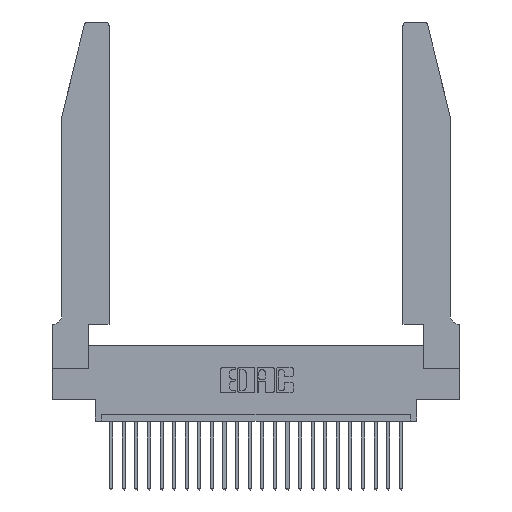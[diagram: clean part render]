
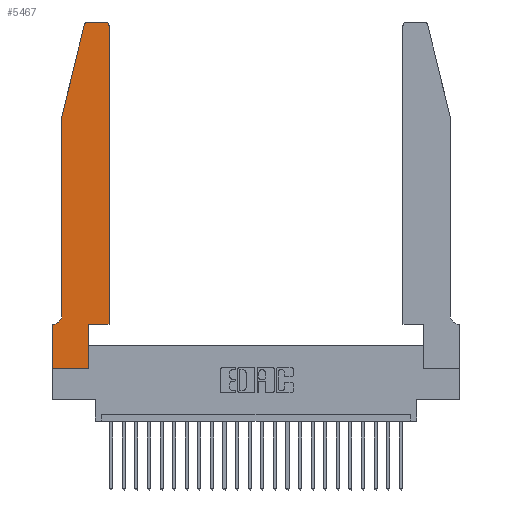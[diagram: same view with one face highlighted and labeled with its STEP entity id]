
A CAD part, top view. The second image highlights one B-rep face of the part: STEP entity #5467.
In plain terms, the highlighted planar face has unit normal (0, 0, 1).
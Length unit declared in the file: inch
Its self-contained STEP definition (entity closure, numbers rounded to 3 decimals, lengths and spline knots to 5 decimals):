
#252 = AXIS2_PLACEMENT_3D ( 'NONE', #8122, #15703, #7946 ) ;
#423 = ORIENTED_EDGE ( 'NONE', *, *, #23775, .T. ) ;
#619 = VERTEX_POINT ( 'NONE', #6769 ) ;
#679 = VERTEX_POINT ( 'NONE', #11526 ) ;
#736 = VERTEX_POINT ( 'NONE', #1795 ) ;
#751 = CIRCLE ( 'NONE', #8733, 0.07 ) ;
#777 = DIRECTION ( 'NONE',  ( 0., 0., 1. ) ) ;
#1575 = VECTOR ( 'NONE', #15568, 39.37008 ) ;
#1795 = CARTESIAN_POINT ( 'NONE',  ( 0.0755, 2., 0.37 ) ) ;
#1963 = DIRECTION ( 'NONE',  ( 0., 0., 1. ) ) ;
#2098 = VECTOR ( 'NONE', #15986, 39.37008 ) ;
#2312 = DIRECTION ( 'NONE',  ( -1., 0., 0. ) ) ;
#2568 = EDGE_CURVE ( 'NONE', #9960, #14516, #751, .T. ) ;
#2758 = EDGE_CURVE ( 'NONE', #14516, #22001, #2830, .T. ) ;
#2830 = LINE ( 'NONE', #24788, #1575 ) ;
#3111 = EDGE_CURVE ( 'NONE', #736, #9960, #5817, .T. ) ;
#3372 = DIRECTION ( 'NONE',  ( 0., 1., 0. ) ) ;
#3463 = VERTEX_POINT ( 'NONE', #11566 ) ;
#3573 = DIRECTION ( 'NONE',  ( 0., -1., 0. ) ) ;
#4019 = CARTESIAN_POINT ( 'NONE',  ( 0.25487, 2.72718, 0.37 ) ) ;
#4563 = CARTESIAN_POINT ( 'NONE',  ( 0., 0., 0.37 ) ) ;
#4607 = VECTOR ( 'NONE', #23099, 39.37008 ) ;
#5105 = DIRECTION ( 'NONE',  ( -1., 0., 0. ) ) ;
#5467 = ADVANCED_FACE ( 'NONE', ( #11855 ), #15796, .T. ) ;
#5655 = DIRECTION ( 'NONE',  ( 1., 0., 0. ) ) ;
#5817 = LINE ( 'NONE', #16636, #8891 ) ;
#6049 = DIRECTION ( 'NONE',  ( 1., 0., 0. ) ) ;
#6050 = LINE ( 'NONE', #7964, #2098 ) ;
#6769 = CARTESIAN_POINT ( 'NONE',  ( 0.4505, 0.35, 0.37 ) ) ;
#7253 = CARTESIAN_POINT ( 'NONE',  ( 0.284, 2.75, 0.37 ) ) ;
#7580 = VERTEX_POINT ( 'NONE', #9850 ) ;
#7946 = DIRECTION ( 'NONE',  ( 1., 0., 0. ) ) ;
#7964 = CARTESIAN_POINT ( 'NONE',  ( 0.0755, 2., 0.37 ) ) ;
#8122 = CARTESIAN_POINT ( 'NONE',  ( 0., 0.35, 0.37 ) ) ;
#8696 = CARTESIAN_POINT ( 'NONE',  ( 0.0055, 0.42, 0.37 ) ) ;
#8733 = AXIS2_PLACEMENT_3D ( 'NONE', #8696, #14656, #5105 ) ;
#8891 = VECTOR ( 'NONE', #12884, 39.37008 ) ;
#9850 = CARTESIAN_POINT ( 'NONE',  ( 0.4505, 2.72, 0.37 ) ) ;
#9960 = VERTEX_POINT ( 'NONE', #16541 ) ;
#10121 = VECTOR ( 'NONE', #3573, 39.37008 ) ;
#11412 = CARTESIAN_POINT ( 'NONE',  ( 0.2605, 2.75, 0.37 ) ) ;
#11472 = CIRCLE ( 'NONE', #21176, 0.03 ) ;
#11526 = CARTESIAN_POINT ( 'NONE',  ( 0.4205, 2.75, 0.37 ) ) ;
#11566 = CARTESIAN_POINT ( 'NONE',  ( 0., 0., 0.37 ) ) ;
#11759 = CARTESIAN_POINT ( 'NONE',  ( 0.4505, 0.35, 0.37 ) ) ;
#11855 = FACE_OUTER_BOUND ( 'NONE', #15958, .T. ) ;
#11886 = CARTESIAN_POINT ( 'NONE',  ( 0.4205, 2.72, 0.37 ) ) ;
#12544 = ORIENTED_EDGE ( 'NONE', *, *, #15053, .T. ) ;
#12884 = DIRECTION ( 'NONE',  ( 0., -1., 0. ) ) ;
#13361 = EDGE_CURVE ( 'NONE', #22001, #3463, #14735, .T. ) ;
#13697 = VECTOR ( 'NONE', #2312, 39.37008 ) ;
#13755 = EDGE_CURVE ( 'NONE', #19375, #14303, #18414, .T. ) ;
#14231 = CARTESIAN_POINT ( 'NONE',  ( 0., 0.35, 0.37 ) ) ;
#14303 = VERTEX_POINT ( 'NONE', #23834 ) ;
#14318 = VECTOR ( 'NONE', #3372, 39.37008 ) ;
#14352 = CARTESIAN_POINT ( 'NONE',  ( 0.284, 2.72, 0.37 ) ) ;
#14425 = CIRCLE ( 'NONE', #23167, 0.03 ) ;
#14516 = VERTEX_POINT ( 'NONE', #17732 ) ;
#14656 = DIRECTION ( 'NONE',  ( 0., 0., -1. ) ) ;
#14735 = LINE ( 'NONE', #4563, #10121 ) ;
#15053 = EDGE_CURVE ( 'NONE', #679, #21633, #17405, .T. ) ;
#15568 = DIRECTION ( 'NONE',  ( -1., 0., 0. ) ) ;
#15703 = DIRECTION ( 'NONE',  ( 0., 0., 1. ) ) ;
#15755 = ORIENTED_EDGE ( 'NONE', *, *, #23615, .T. ) ;
#15796 = PLANE ( 'NONE',  #252 ) ;
#15958 = EDGE_LOOP ( 'NONE', ( #12544, #20877, #423, #21422, #24923, #16752, #20859, #22426, #25179, #15755, #22487, #17512 ) ) ;
#15986 = DIRECTION ( 'NONE',  ( -0.239, -0.971, 0. ) ) ;
#16541 = CARTESIAN_POINT ( 'NONE',  ( 0.0755, 0.42, 0.37 ) ) ;
#16636 = CARTESIAN_POINT ( 'NONE',  ( 0.0755, 2., 0.37 ) ) ;
#16752 = ORIENTED_EDGE ( 'NONE', *, *, #2758, .T. ) ;
#17405 = LINE ( 'NONE', #11412, #13697 ) ;
#17512 = ORIENTED_EDGE ( 'NONE', *, *, #22453, .T. ) ;
#17732 = CARTESIAN_POINT ( 'NONE',  ( 0.0055, 0.35, 0.37 ) ) ;
#17883 = CARTESIAN_POINT ( 'NONE',  ( 0.2865, 0., 0.37 ) ) ;
#18035 = VECTOR ( 'NONE', #5655, 39.37008 ) ;
#18414 = LINE ( 'NONE', #23642, #4607 ) ;
#19375 = VERTEX_POINT ( 'NONE', #17883 ) ;
#19515 = LINE ( 'NONE', #24922, #14318 ) ;
#19756 = EDGE_CURVE ( 'NONE', #21633, #22407, #11472, .T. ) ;
#20001 = VECTOR ( 'NONE', #23240, 39.37008 ) ;
#20859 = ORIENTED_EDGE ( 'NONE', *, *, #13361, .T. ) ;
#20877 = ORIENTED_EDGE ( 'NONE', *, *, #19756, .T. ) ;
#21176 = AXIS2_PLACEMENT_3D ( 'NONE', #14352, #777, #22057 ) ;
#21422 = ORIENTED_EDGE ( 'NONE', *, *, #3111, .T. ) ;
#21633 = VERTEX_POINT ( 'NONE', #7253 ) ;
#21667 = EDGE_CURVE ( 'NONE', #3463, #19375, #24340, .T. ) ;
#22001 = VERTEX_POINT ( 'NONE', #14231 ) ;
#22057 = DIRECTION ( 'NONE',  ( 1., 0., 0. ) ) ;
#22407 = VERTEX_POINT ( 'NONE', #4019 ) ;
#22426 = ORIENTED_EDGE ( 'NONE', *, *, #21667, .T. ) ;
#22453 = EDGE_CURVE ( 'NONE', #7580, #679, #14425, .T. ) ;
#22487 = ORIENTED_EDGE ( 'NONE', *, *, #25394, .T. ) ;
#22642 = LINE ( 'NONE', #11759, #18035 ) ;
#23099 = DIRECTION ( 'NONE',  ( 0., 1., 0. ) ) ;
#23167 = AXIS2_PLACEMENT_3D ( 'NONE', #11886, #1963, #6049 ) ;
#23240 = DIRECTION ( 'NONE',  ( 1., 0., 0. ) ) ;
#23410 = CARTESIAN_POINT ( 'NONE',  ( 0., 0., 0.37 ) ) ;
#23615 = EDGE_CURVE ( 'NONE', #14303, #619, #22642, .T. ) ;
#23642 = CARTESIAN_POINT ( 'NONE',  ( 0.2865, 0.35, 0.37 ) ) ;
#23775 = EDGE_CURVE ( 'NONE', #22407, #736, #6050, .T. ) ;
#23834 = CARTESIAN_POINT ( 'NONE',  ( 0.2865, 0.35, 0.37 ) ) ;
#24340 = LINE ( 'NONE', #23410, #20001 ) ;
#24788 = CARTESIAN_POINT ( 'NONE',  ( 0.0755, 0.35, 0.37 ) ) ;
#24922 = CARTESIAN_POINT ( 'NONE',  ( 0.4505, 0.35, 0.37 ) ) ;
#24923 = ORIENTED_EDGE ( 'NONE', *, *, #2568, .T. ) ;
#25179 = ORIENTED_EDGE ( 'NONE', *, *, #13755, .T. ) ;
#25394 = EDGE_CURVE ( 'NONE', #619, #7580, #19515, .T. ) ;
